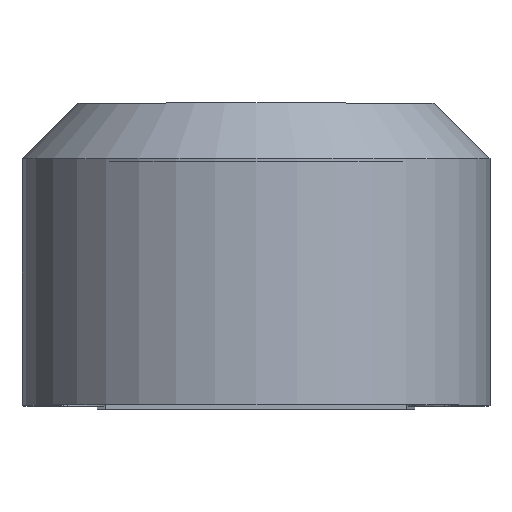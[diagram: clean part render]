
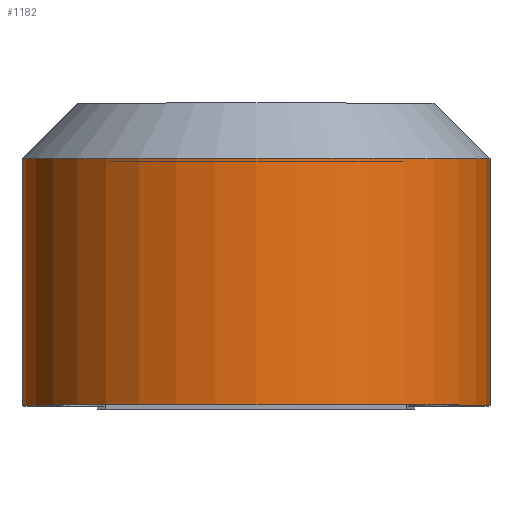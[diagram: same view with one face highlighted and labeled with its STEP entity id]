
A CAD part, top view. The second image highlights one B-rep face of the part: STEP entity #1182.
In plain terms, the highlighted cylindrical face has radius 19.685 mm (diameter 39.37 mm), a partial arc.
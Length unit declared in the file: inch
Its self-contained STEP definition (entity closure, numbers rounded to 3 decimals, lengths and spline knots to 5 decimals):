
#163=LINE('',#2437,#255);
#165=LINE('',#2441,#257);
#255=VECTOR('',#1516,0.816);
#257=VECTOR('',#1520,0.816);
#353=FACE_OUTER_BOUND('',#419,.T.);
#419=EDGE_LOOP('',(#1062,#1063,#1064,#1065));
#436=CIRCLE('',#1258,0.775);
#439=CIRCLE('',#1268,0.775);
#567=VERTEX_POINT('',#2410);
#569=VERTEX_POINT('',#2416);
#574=VERTEX_POINT('',#2436);
#575=VERTEX_POINT('',#2440);
#736=EDGE_CURVE('',#567,#569,#436,.T.);
#744=EDGE_CURVE('',#574,#569,#163,.T.);
#746=EDGE_CURVE('',#575,#567,#165,.T.);
#747=EDGE_CURVE('',#575,#574,#439,.T.);
#1062=ORIENTED_EDGE('',*,*,#736,.F.);
#1063=ORIENTED_EDGE('',*,*,#746,.F.);
#1064=ORIENTED_EDGE('',*,*,#747,.T.);
#1065=ORIENTED_EDGE('',*,*,#744,.T.);
#1121=CYLINDRICAL_SURFACE('',#1267,0.775);
#1182=ADVANCED_FACE('',(#353),#1121,.T.);
#1258=AXIS2_PLACEMENT_3D('',#2420,#1494,#1495);
#1267=AXIS2_PLACEMENT_3D('',#2439,#1518,#1519);
#1268=AXIS2_PLACEMENT_3D('',#2442,#1521,#1522);
#1494=DIRECTION('center_axis',(0.,1.,0.));
#1495=DIRECTION('ref_axis',(-1.,0.,0.));
#1516=DIRECTION('',(0.,1.,0.));
#1518=DIRECTION('center_axis',(0.,1.,0.));
#1519=DIRECTION('ref_axis',(-1.,0.,0.));
#1520=DIRECTION('',(0.,1.,0.));
#1521=DIRECTION('center_axis',(0.,1.,0.));
#1522=DIRECTION('ref_axis',(-1.,0.,0.));
#2410=CARTESIAN_POINT('',(-4.302,0.816,8.50705));
#2416=CARTESIAN_POINT('',(-2.752,0.816,8.50705));
#2420=CARTESIAN_POINT('Origin',(-3.527,0.816,8.50705));
#2436=CARTESIAN_POINT('',(-2.752,0.,8.50705));
#2437=CARTESIAN_POINT('',(-2.752,0.,8.50705));
#2439=CARTESIAN_POINT('Origin',(-3.527,0.,8.50705));
#2440=CARTESIAN_POINT('',(-4.302,0.,8.50705));
#2441=CARTESIAN_POINT('',(-4.302,0.,8.50705));
#2442=CARTESIAN_POINT('Origin',(-3.527,0.,8.50705));
